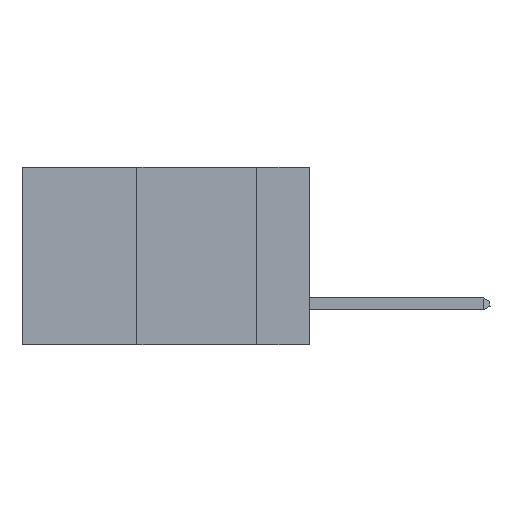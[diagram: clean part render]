
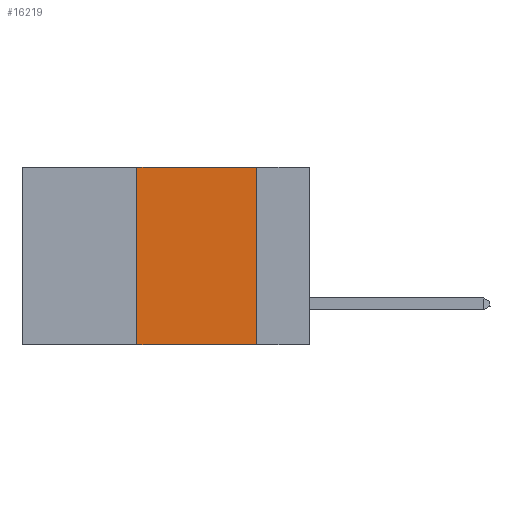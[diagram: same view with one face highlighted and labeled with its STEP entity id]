
A CAD part, left-side view. The second image highlights one B-rep face of the part: STEP entity #16219.
In plain terms, the highlighted planar face has unit normal (-1, 0, 0).
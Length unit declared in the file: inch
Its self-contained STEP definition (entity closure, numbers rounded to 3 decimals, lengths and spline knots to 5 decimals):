
#1075 = CARTESIAN_POINT ( 'NONE',  ( 0., 0.36, 0. ) ) ;
#1793 = CARTESIAN_POINT ( 'NONE',  ( 0., 0.6, 0. ) ) ;
#2249 = CARTESIAN_POINT ( 'NONE',  ( 0., 0.11, 0. ) ) ;
#2480 = LINE ( 'NONE', #2249, #18366 ) ;
#2890 = EDGE_CURVE ( 'NONE', #6640, #6913, #21984, .T. ) ;
#3223 = VERTEX_POINT ( 'NONE', #27895 ) ;
#3412 = DIRECTION ( 'NONE',  ( 0., -1., 0. ) ) ;
#3500 = CARTESIAN_POINT ( 'NONE',  ( 0., 0.11, 0. ) ) ;
#3934 = CARTESIAN_POINT ( 'NONE',  ( 0., 0.11, -0.37 ) ) ;
#4266 = DIRECTION ( 'NONE',  ( 0., 0., 1. ) ) ;
#4865 = ORIENTED_EDGE ( 'NONE', *, *, #4944, .T. ) ;
#4944 = EDGE_CURVE ( 'NONE', #3223, #11706, #10591, .T. ) ;
#6640 = VERTEX_POINT ( 'NONE', #1075 ) ;
#6913 = VERTEX_POINT ( 'NONE', #3500 ) ;
#7920 = VECTOR ( 'NONE', #13731, 39.37008 ) ;
#9488 = DIRECTION ( 'NONE',  ( 0., 0., -1. ) ) ;
#9892 = AXIS2_PLACEMENT_3D ( 'NONE', #1793, #28854, #9488 ) ;
#10591 = LINE ( 'NONE', #28285, #17642 ) ;
#10652 = CARTESIAN_POINT ( 'NONE',  ( 0., 0.36, 0. ) ) ;
#11706 = VERTEX_POINT ( 'NONE', #3934 ) ;
#13064 = LINE ( 'NONE', #10652, #13765 ) ;
#13731 = DIRECTION ( 'NONE',  ( 0., -1., 0. ) ) ;
#13765 = VECTOR ( 'NONE', #4266, 39.37008 ) ;
#14166 = EDGE_LOOP ( 'NONE', ( #26426, #15999, #15745, #4865 ) ) ;
#14876 = EDGE_CURVE ( 'NONE', #6913, #11706, #2480, .T. ) ;
#14941 = FACE_OUTER_BOUND ( 'NONE', #14166, .T. ) ;
#15745 = ORIENTED_EDGE ( 'NONE', *, *, #27519, .F. ) ;
#15799 = CARTESIAN_POINT ( 'NONE',  ( 0., 0.6, 0. ) ) ;
#15999 = ORIENTED_EDGE ( 'NONE', *, *, #2890, .F. ) ;
#16219 = ADVANCED_FACE ( 'NONE', ( #14941 ), #25890, .F. ) ;
#17642 = VECTOR ( 'NONE', #3412, 39.37008 ) ;
#18366 = VECTOR ( 'NONE', #19714, 39.37008 ) ;
#19714 = DIRECTION ( 'NONE',  ( 0., 0., -1. ) ) ;
#21984 = LINE ( 'NONE', #15799, #7920 ) ;
#25890 = PLANE ( 'NONE',  #9892 ) ;
#26426 = ORIENTED_EDGE ( 'NONE', *, *, #14876, .F. ) ;
#27519 = EDGE_CURVE ( 'NONE', #3223, #6640, #13064, .T. ) ;
#27895 = CARTESIAN_POINT ( 'NONE',  ( 0., 0.36, -0.37 ) ) ;
#28285 = CARTESIAN_POINT ( 'NONE',  ( 0., 0.6, -0.37 ) ) ;
#28854 = DIRECTION ( 'NONE',  ( 1., 0., 0. ) ) ;
